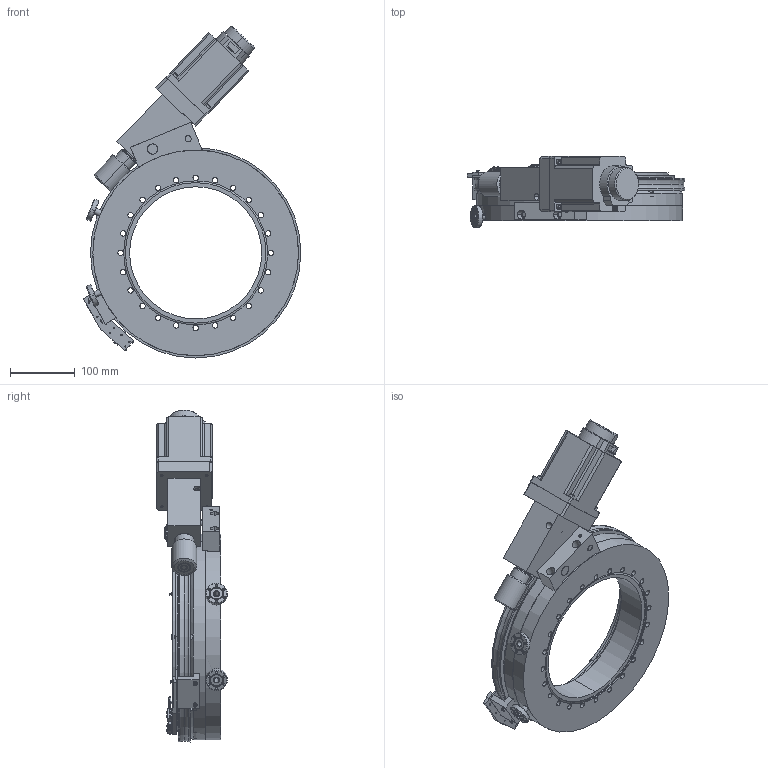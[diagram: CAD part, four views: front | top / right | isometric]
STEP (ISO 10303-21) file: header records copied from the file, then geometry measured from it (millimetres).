
FILE_DESCRIPTION (( 'STEP AP214' ), '1' );
FILE_NAME ('SLO-EX, RNN-800_MS_LS-360_EDR.STEP', '2020-08-26T21:32:25', ( '' ), ( '' ), 'SwSTEP 2.0', 'SolidWorks 2010', '' );
FILE_SCHEMA (( 'AUTOMOTIVE_DESIGN' ));
Length unit declared in the file: inch
Products named in the file (1): SLO-EX, RNN-800_MS_LS-360_EDR
Bounding box: 336 x 109.41 x 512.46 mm (x, y, z)
Surface area: 522903.2 mm2 (no closed solid volume)
Topology: 0 solids, 125 shells, 1025 faces, 5946 edges, 4615 vertices
Faces by surface type: plane 463, cylinder 421, cone 120, torus 12, sphere 8, bspline 1
Entity records: 74772 total; most frequent: CARTESIAN_POINT 15479, DIRECTION 9883, ORIENTED_EDGE 8026, EDGE_CURVE 5928, VERTEX_POINT 4615, LINE 3603, VECTOR 3603, AXIS2_PLACEMENT_3D 3140
